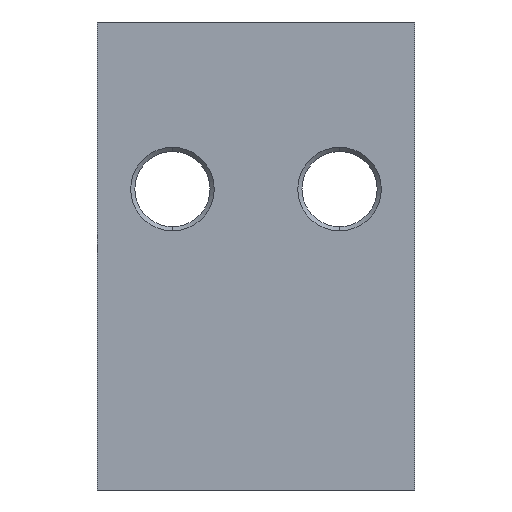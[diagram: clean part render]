
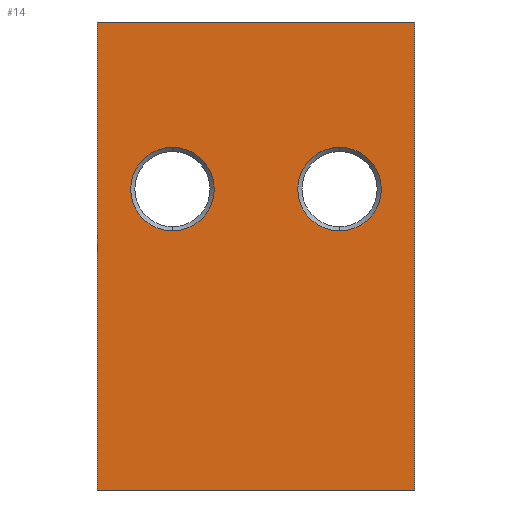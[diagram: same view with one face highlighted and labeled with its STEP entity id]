
A CAD part, front view. The second image highlights one B-rep face of the part: STEP entity #14.
In plain terms, the highlighted planar face has unit normal (0, -1, 0).
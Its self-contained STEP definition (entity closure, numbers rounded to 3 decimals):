
#14 = ADVANCED_FACE ( 'NONE', ( #611, #590, #598 ), #1444, .F. ) ;
#91 = EDGE_CURVE ( 'NONE', #909, #1261, #173, .T. ) ;
#92 = LINE ( 'NONE', #569, #106 ) ;
#98 = CIRCLE ( 'NONE', #405, 5. ) ;
#99 = VECTOR ( 'NONE', #623, 1000. ) ;
#106 = VECTOR ( 'NONE', #533, 1000. ) ;
#111 = LINE ( 'NONE', #626, #99 ) ;
#113 = VECTOR ( 'NONE', #636, 1000. ) ;
#117 = LINE ( 'NONE', #646, #113 ) ;
#134 = AXIS2_PLACEMENT_3D ( 'NONE', #1562, #1559, #1557 ) ;
#173 = CIRCLE ( 'NONE', #704, 5. ) ;
#261 = EDGE_CURVE ( 'NONE', #1315, #635, #581, .T. ) ;
#271 = CIRCLE ( 'NONE', #134, 5. ) ;
#301 = CARTESIAN_POINT ( 'NONE',  ( 19., 0., 0. ) ) ;
#306 = CARTESIAN_POINT ( 'NONE',  ( -10., 0., 41. ) ) ;
#405 = AXIS2_PLACEMENT_3D ( 'NONE', #582, #578, #576 ) ;
#513 = CIRCLE ( 'NONE', #1316, 5. ) ;
#533 = DIRECTION ( 'NONE',  ( 0., 0., -1. ) ) ;
#552 = VERTEX_POINT ( 'NONE', #1022 ) ;
#569 = CARTESIAN_POINT ( 'NONE',  ( -19., 0., 56. ) ) ;
#576 = DIRECTION ( 'NONE',  ( 0., 0., 1. ) ) ;
#578 = DIRECTION ( 'NONE',  ( 0., 1., 0. ) ) ;
#579 = VECTOR ( 'NONE', #1237, 1000. ) ;
#581 = LINE ( 'NONE', #1252, #579 ) ;
#582 = CARTESIAN_POINT ( 'NONE',  ( -10., 0., 36. ) ) ;
#590 = FACE_BOUND ( 'NONE', #913, .T. ) ;
#598 = FACE_OUTER_BOUND ( 'NONE', #1207, .T. ) ;
#611 = FACE_BOUND ( 'NONE', #1411, .T. ) ;
#623 = DIRECTION ( 'NONE',  ( 0., 0., -1. ) ) ;
#626 = CARTESIAN_POINT ( 'NONE',  ( 19., 0., 56. ) ) ;
#635 = VERTEX_POINT ( 'NONE', #936 ) ;
#636 = DIRECTION ( 'NONE',  ( -1., 0., 0. ) ) ;
#646 = CARTESIAN_POINT ( 'NONE',  ( 19., 0., 56. ) ) ;
#691 = CARTESIAN_POINT ( 'NONE',  ( -10., 0., 31. ) ) ;
#694 = CARTESIAN_POINT ( 'NONE',  ( -19., 0., 56. ) ) ;
#704 = AXIS2_PLACEMENT_3D ( 'NONE', #1359, #1358, #1357 ) ;
#729 = ORIENTED_EDGE ( 'NONE', *, *, #1069, .T. ) ;
#750 = VERTEX_POINT ( 'NONE', #878 ) ;
#768 = DIRECTION ( 'NONE',  ( 0., 0., 1. ) ) ;
#775 = DIRECTION ( 'NONE',  ( 0., 1., 0. ) ) ;
#777 = CARTESIAN_POINT ( 'NONE',  ( 10., 0., 36. ) ) ;
#786 = CARTESIAN_POINT ( 'NONE',  ( 10., 0., 41. ) ) ;
#792 = EDGE_CURVE ( 'NONE', #552, #807, #513, .T. ) ;
#807 = VERTEX_POINT ( 'NONE', #786 ) ;
#821 = ORIENTED_EDGE ( 'NONE', *, *, #792, .T. ) ;
#878 = CARTESIAN_POINT ( 'NONE',  ( 19., 0., 56. ) ) ;
#879 = VERTEX_POINT ( 'NONE', #694 ) ;
#908 = ORIENTED_EDGE ( 'NONE', *, *, #1479, .T. ) ;
#909 = VERTEX_POINT ( 'NONE', #691 ) ;
#913 = EDGE_LOOP ( 'NONE', ( #821, #908 ) ) ;
#936 = CARTESIAN_POINT ( 'NONE',  ( -19., 0., 0. ) ) ;
#947 = EDGE_CURVE ( 'NONE', #750, #879, #117, .T. ) ;
#957 = EDGE_CURVE ( 'NONE', #750, #1315, #111, .T. ) ;
#969 = ORIENTED_EDGE ( 'NONE', *, *, #1004, .T. ) ;
#1004 = EDGE_CURVE ( 'NONE', #1261, #909, #98, .T. ) ;
#1022 = CARTESIAN_POINT ( 'NONE',  ( 10., 0., 31. ) ) ;
#1069 = EDGE_CURVE ( 'NONE', #879, #635, #92, .T. ) ;
#1081 = ORIENTED_EDGE ( 'NONE', *, *, #261, .F. ) ;
#1207 = EDGE_LOOP ( 'NONE', ( #729, #1081, #1485, #1228 ) ) ;
#1228 = ORIENTED_EDGE ( 'NONE', *, *, #947, .T. ) ;
#1237 = DIRECTION ( 'NONE',  ( -1., 0., 0. ) ) ;
#1252 = CARTESIAN_POINT ( 'NONE',  ( 19., 0., 0. ) ) ;
#1261 = VERTEX_POINT ( 'NONE', #306 ) ;
#1315 = VERTEX_POINT ( 'NONE', #301 ) ;
#1316 = AXIS2_PLACEMENT_3D ( 'NONE', #777, #775, #768 ) ;
#1357 = DIRECTION ( 'NONE',  ( 0., 0., 1. ) ) ;
#1358 = DIRECTION ( 'NONE',  ( 0., 1., 0. ) ) ;
#1359 = CARTESIAN_POINT ( 'NONE',  ( -10., 0., 36. ) ) ;
#1369 = AXIS2_PLACEMENT_3D ( 'NONE', #1448, #1464, #1440 ) ;
#1411 = EDGE_LOOP ( 'NONE', ( #1494, #969 ) ) ;
#1440 = DIRECTION ( 'NONE',  ( 0., 0., 1. ) ) ;
#1444 = PLANE ( 'NONE',  #1369 ) ;
#1448 = CARTESIAN_POINT ( 'NONE',  ( 19., 0., 56. ) ) ;
#1464 = DIRECTION ( 'NONE',  ( 0., 1., 0. ) ) ;
#1479 = EDGE_CURVE ( 'NONE', #807, #552, #271, .T. ) ;
#1485 = ORIENTED_EDGE ( 'NONE', *, *, #957, .F. ) ;
#1494 = ORIENTED_EDGE ( 'NONE', *, *, #91, .T. ) ;
#1557 = DIRECTION ( 'NONE',  ( 0., 0., 1. ) ) ;
#1559 = DIRECTION ( 'NONE',  ( 0., 1., 0. ) ) ;
#1562 = CARTESIAN_POINT ( 'NONE',  ( 10., 0., 36. ) ) ;
